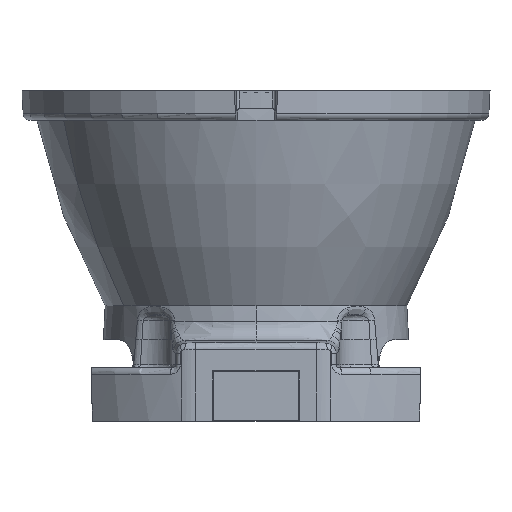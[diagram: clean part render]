
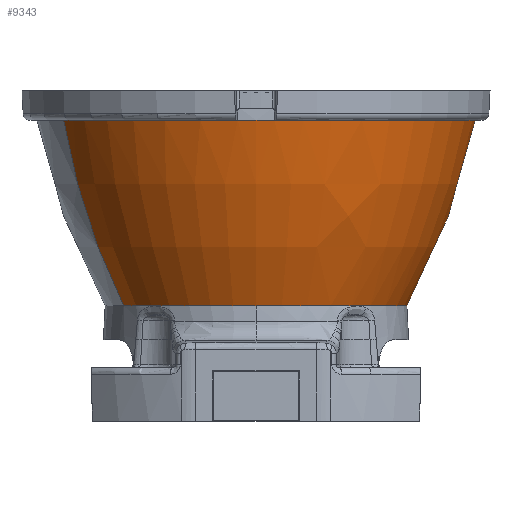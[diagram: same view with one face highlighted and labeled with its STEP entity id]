
A CAD part, front view. The second image highlights one B-rep face of the part: STEP entity #9343.
In plain terms, the highlighted face is a revolution surface.
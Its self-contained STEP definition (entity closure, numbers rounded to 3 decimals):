
#6095=CARTESIAN_POINT('Vertex',(-1.369,-16.267,19.82)) ;
#6406=CARTESIAN_POINT('Vertex',(1.369,-16.267,19.82)) ;
#8085=CARTESIAN_POINT('Vertex',(-14.326,-7.826,19.82)) ;
#8089=CARTESIAN_POINT('Control Point',(-1.369,-16.267,19.82)) ;
#8090=CARTESIAN_POINT('Control Point',(-2.961,-16.133,19.82)) ;
#8091=CARTESIAN_POINT('Control Point',(-4.536,-15.804,19.82)) ;
#8092=CARTESIAN_POINT('Control Point',(-6.063,-15.284,19.82)) ;
#8093=CARTESIAN_POINT('Control Point',(-8.974,-13.872,19.82)) ;
#8094=CARTESIAN_POINT('Control Point',(-11.457,-11.797,19.82)) ;
#8095=CARTESIAN_POINT('Control Point',(-12.569,-10.604,19.82)) ;
#8096=CARTESIAN_POINT('Control Point',(-13.529,-9.278,19.82)) ;
#8097=CARTESIAN_POINT('Control Point',(-14.311,-7.854,19.82)) ;
#8098=CARTESIAN_POINT('Control Point',(-14.316,-7.845,19.82)) ;
#8099=CARTESIAN_POINT('Control Point',(-14.321,-7.836,19.82)) ;
#8100=CARTESIAN_POINT('Control Point',(-14.326,-7.826,19.82)) ;
#8237=CARTESIAN_POINT('Control Point',(14.326,7.826,19.82)) ;
#8238=CARTESIAN_POINT('Control Point',(15.087,6.434,19.82)) ;
#8239=CARTESIAN_POINT('Control Point',(15.678,4.949,19.82)) ;
#8240=CARTESIAN_POINT('Control Point',(16.086,3.4,19.82)) ;
#8241=CARTESIAN_POINT('Control Point',(16.516,0.232,19.82)) ;
#8242=CARTESIAN_POINT('Control Point',(16.175,-2.946,19.82)) ;
#8243=CARTESIAN_POINT('Control Point',(15.811,-4.507,19.82)) ;
#8244=CARTESIAN_POINT('Control Point',(14.712,-7.509,19.82)) ;
#8245=CARTESIAN_POINT('Control Point',(12.926,-10.16,19.82)) ;
#8246=CARTESIAN_POINT('Control Point',(11.875,-11.37,19.82)) ;
#8247=CARTESIAN_POINT('Control Point',(9.488,-13.523,19.82)) ;
#8248=CARTESIAN_POINT('Control Point',(6.652,-15.038,19.82)) ;
#8249=CARTESIAN_POINT('Control Point',(5.139,-15.62,19.82)) ;
#8250=CARTESIAN_POINT('Control Point',(3.45,-16.04,19.82)) ;
#8251=CARTESIAN_POINT('Control Point',(1.734,-16.233,19.82)) ;
#8252=CARTESIAN_POINT('Control Point',(1.613,-16.245,19.82)) ;
#8253=CARTESIAN_POINT('Control Point',(1.491,-16.257,19.82)) ;
#8254=CARTESIAN_POINT('Control Point',(1.369,-16.267,19.82)) ;
#8255=CARTESIAN_POINT('Vertex',(14.326,7.826,19.82)) ;
#9213=CARTESIAN_POINT('Control Point',(0.,-16.325,19.82)) ;
#9214=CARTESIAN_POINT('Control Point',(-0.457,-16.325,19.82)) ;
#9215=CARTESIAN_POINT('Control Point',(-0.914,-16.305,19.82)) ;
#9216=CARTESIAN_POINT('Control Point',(-1.369,-16.267,19.82)) ;
#9217=CARTESIAN_POINT('Vertex',(0.,-16.325,19.82)) ;
#9221=CARTESIAN_POINT('Control Point',(1.369,-16.267,19.82)) ;
#9222=CARTESIAN_POINT('Control Point',(0.914,-16.305,19.82)) ;
#9223=CARTESIAN_POINT('Control Point',(0.457,-16.325,19.82)) ;
#9224=CARTESIAN_POINT('Control Point',(0.,-16.325,19.82)) ;
#9271=CARTESIAN_POINT('Control Point',(14.326,7.826,19.82)) ;
#9272=CARTESIAN_POINT('Control Point',(13.714,7.492,16.188)) ;
#9273=CARTESIAN_POINT('Control Point',(12.755,6.968,12.632)) ;
#9274=CARTESIAN_POINT('Control Point',(11.462,6.262,9.217)) ;
#9275=CARTESIAN_POINT('Control Point',(9.862,5.388,5.999)) ;
#9276=CARTESIAN_POINT('Vertex',(9.862,5.388,5.999)) ;
#9290=CARTESIAN_POINT('Vertex',(-9.862,-5.388,5.999)) ;
#9294=CARTESIAN_POINT('Control Point',(-14.326,-7.826,19.82)) ;
#9295=CARTESIAN_POINT('Control Point',(-13.714,-7.492,16.188)) ;
#9296=CARTESIAN_POINT('Control Point',(-12.755,-6.968,12.632)) ;
#9297=CARTESIAN_POINT('Control Point',(-11.462,-6.262,9.217)) ;
#9298=CARTESIAN_POINT('Control Point',(-9.862,-5.388,5.999)) ;
#9312=CARTESIAN_POINT('Control Point',(16.325,0.,19.82)) ;
#9313=CARTESIAN_POINT('Control Point',(15.626,0.,16.188)) ;
#9314=CARTESIAN_POINT('Control Point',(14.534,0.,12.632)) ;
#9315=CARTESIAN_POINT('Control Point',(13.061,0.,9.217)) ;
#9316=CARTESIAN_POINT('Control Point',(11.238,0.,5.999)) ;
#9317=CARTESIAN_POINT('Axis1P Location',(0.,0.,11.469)) ;
#9321=CARTESIAN_POINT('Axis2P3D Location',(0.,0.,5.999)) ;
#9325=CARTESIAN_POINT('Vertex',(0.,-11.238,5.999)) ;
#9328=CARTESIAN_POINT('Axis2P3D Location',(0.,0.,5.999)) ;
#9318=DIRECTION('Axis1P Direction',(0.,0.,1.)) ;
#9322=DIRECTION('Axis2P3D Direction',(0.,0.,1.)) ;
#9329=DIRECTION('Axis2P3D Direction',(0.,0.,1.)) ;
#9323=AXIS2_PLACEMENT_3D('Circle Axis2P3D',#9321,#9322,$) ;
#9330=AXIS2_PLACEMENT_3D('Circle Axis2P3D',#9328,#9329,$) ;
#9334=ORIENTED_EDGE('',*,*,#8257,.F.) ;
#9335=ORIENTED_EDGE('',*,*,#9225,.F.) ;
#9336=ORIENTED_EDGE('',*,*,#9219,.F.) ;
#9337=ORIENTED_EDGE('',*,*,#8101,.F.) ;
#9338=ORIENTED_EDGE('',*,*,#9299,.T.) ;
#9339=ORIENTED_EDGE('',*,*,#9327,.T.) ;
#9340=ORIENTED_EDGE('',*,*,#9332,.T.) ;
#9341=ORIENTED_EDGE('',*,*,#9278,.F.) ;
#9343=ADVANCED_FACE('SpotEmily_mech',(#9342),#9320,.F.) ;
#9319=AXIS1_PLACEMENT('Revolution Surface Axis1P',#9317,#9318) ;
#8088=B_SPLINE_CURVE_WITH_KNOTS('',5,(#8089,#8090,#8091,#8092,#8093,#8094,#8095,#8096,#8097,#8098,#8099,#8100),.UNSPECIFIED.,.F.,.U.,(6,3,3,6),(0.,11.294,22.708,22.782),.UNSPECIFIED.) ;
#8236=B_SPLINE_CURVE_WITH_KNOTS('',5,(#8237,#8238,#8239,#8240,#8241,#8242,#8243,#8244,#8245,#8246,#8247,#8248,#8249,#8250,#8251,#8252,#8253,#8254),.UNSPECIFIED.,.F.,.U.,(6,3,3,3,3,6),(0.,11.218,22.438,33.657,45.004,45.868),.UNSPECIFIED.) ;
#9212=B_SPLINE_CURVE_WITH_KNOTS('',3,(#9213,#9214,#9215,#9216),.UNSPECIFIED.,.F.,.U.,(4,4),(1.938,3.876),.UNSPECIFIED.) ;
#9220=B_SPLINE_CURVE_WITH_KNOTS('',3,(#9221,#9222,#9223,#9224),.UNSPECIFIED.,.F.,.U.,(4,4),(0.,1.938),.UNSPECIFIED.) ;
#9270=B_SPLINE_CURVE_WITH_KNOTS('',4,(#9271,#9272,#9273,#9274,#9275),.UNSPECIFIED.,.F.,.U.,(5,5),(151.392,166.184),.UNSPECIFIED.) ;
#9293=B_SPLINE_CURVE_WITH_KNOTS('',4,(#9294,#9295,#9296,#9297,#9298),.UNSPECIFIED.,.F.,.U.,(5,5),(151.392,166.184),.UNSPECIFIED.) ;
#9311=B_SPLINE_CURVE_WITH_KNOTS('',4,(#9312,#9313,#9314,#9315,#9316),.UNSPECIFIED.,.F.,.U.,(5,5),(151.392,166.184),.UNSPECIFIED.) ;
#9324=CIRCLE('generated circle',#9323,11.238) ;
#9331=CIRCLE('generated circle',#9330,11.238) ;
#8101=EDGE_CURVE('',#8086,#6096,#8088,.F.) ;
#8257=EDGE_CURVE('',#6407,#8256,#8236,.F.) ;
#9219=EDGE_CURVE('',#6096,#9218,#9212,.F.) ;
#9225=EDGE_CURVE('',#9218,#6407,#9220,.F.) ;
#9278=EDGE_CURVE('',#8256,#9277,#9270,.T.) ;
#9299=EDGE_CURVE('',#8086,#9291,#9293,.T.) ;
#9327=EDGE_CURVE('',#9291,#9326,#9324,.T.) ;
#9332=EDGE_CURVE('',#9326,#9277,#9331,.T.) ;
#9333=EDGE_LOOP('',(#9334,#9335,#9336,#9337,#9338,#9339,#9340,#9341)) ;
#9342=FACE_OUTER_BOUND('',#9333,.T.) ;
#9320=SURFACE_OF_REVOLUTION('Surface of Revolution',#9311,#9319) ;
#6096=VERTEX_POINT('',#6095) ;
#6407=VERTEX_POINT('',#6406) ;
#8086=VERTEX_POINT('',#8085) ;
#8256=VERTEX_POINT('',#8255) ;
#9218=VERTEX_POINT('',#9217) ;
#9277=VERTEX_POINT('',#9276) ;
#9291=VERTEX_POINT('',#9290) ;
#9326=VERTEX_POINT('',#9325) ;
